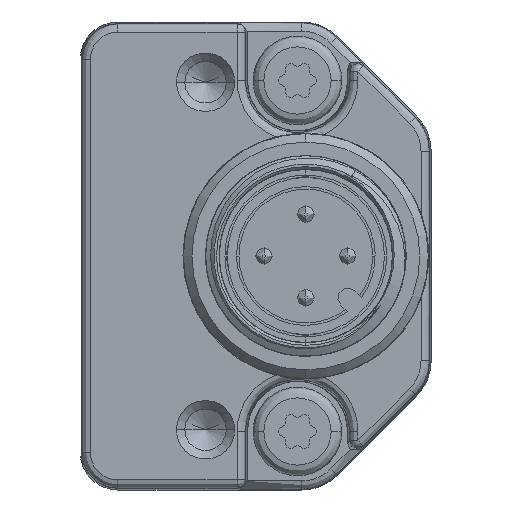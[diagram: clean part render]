
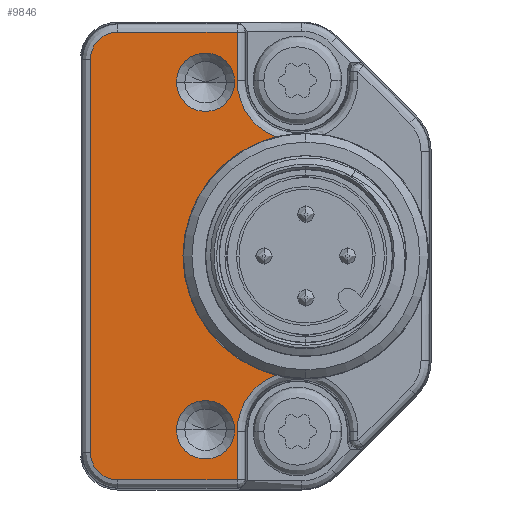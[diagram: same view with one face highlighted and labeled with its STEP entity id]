
A CAD part, left-side view. The second image highlights one B-rep face of the part: STEP entity #9846.
In plain terms, the highlighted planar face has unit normal (-1, 0, 0).
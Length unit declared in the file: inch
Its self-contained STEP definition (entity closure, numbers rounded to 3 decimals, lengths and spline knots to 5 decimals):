
#786=CARTESIAN_POINT('',(-0.49213,0.31496,
-0.41339));
#787=DIRECTION('',(1.,0.,0.));
#788=DIRECTION('',(0.,1.,0.));
#789=AXIS2_PLACEMENT_3D('',#786,#787,#788);
#791=DIRECTION('',(0.,0.,1.));
#792=VECTOR('',#791,0.11399);
#793=CARTESIAN_POINT('',(-0.49213,0.45723,
-0.52737));
#794=LINE('',#793,#792);
#795=DIRECTION('',(0.,-1.,0.));
#796=VECTOR('',#795,0.28096);
#797=CARTESIAN_POINT('',(-0.49213,0.73819,
-0.52737));
#798=LINE('',#797,#796);
#799=CARTESIAN_POINT('',(-0.49213,0.73819,
-0.4626));
#800=DIRECTION('',(-1.,0.,0.));
#801=DIRECTION('',(0.,1.,0.));
#802=AXIS2_PLACEMENT_3D('',#799,#800,#801);
#804=DIRECTION('',(0.,0.,-1.));
#805=VECTOR('',#804,0.9252);
#806=CARTESIAN_POINT('',(-0.49213,0.80296,
0.4626));
#807=LINE('',#806,#805);
#808=CARTESIAN_POINT('',(-0.49213,0.73819,
0.4626));
#809=DIRECTION('',(-1.,0.,0.));
#810=DIRECTION('',(0.,0.,1.));
#811=AXIS2_PLACEMENT_3D('',#808,#809,#810);
#813=DIRECTION('',(0.,1.,0.));
#814=VECTOR('',#813,0.28096);
#815=CARTESIAN_POINT('',(-0.49213,0.45723,
0.52737));
#816=LINE('',#815,#814);
#817=DIRECTION('',(0.,0.,1.));
#818=VECTOR('',#817,0.11399);
#819=CARTESIAN_POINT('',(-0.49213,0.45723,
0.41339));
#820=LINE('',#819,#818);
#821=CARTESIAN_POINT('',(-0.49213,0.31496,
0.41339));
#822=DIRECTION('',(1.,0.,0.));
#823=DIRECTION('',(0.,0.359,-0.933));
#824=AXIS2_PLACEMENT_3D('',#821,#822,#823);
#826=CARTESIAN_POINT('',(-0.49213,0.29528,0.));
#827=DIRECTION('',(-1.,0.,0.));
#828=DIRECTION('',(0.,0.244,0.97));
#829=AXIS2_PLACEMENT_3D('',#826,#827,#828);
#831=CARTESIAN_POINT('',(-0.49213,0.5315,
-0.40915));
#832=DIRECTION('',(1.,0.,0.));
#833=DIRECTION('',(0.,1.,0.));
#834=AXIS2_PLACEMENT_3D('',#831,#832,#833);
#836=CARTESIAN_POINT('',(-0.49213,0.5315,
-0.40915));
#837=DIRECTION('',(1.,0.,0.));
#838=DIRECTION('',(0.,-1.,0.));
#839=AXIS2_PLACEMENT_3D('',#836,#837,#838);
#841=CARTESIAN_POINT('',(-0.49213,0.5315,
0.40915));
#842=DIRECTION('',(1.,0.,0.));
#843=DIRECTION('',(0.,1.,0.));
#844=AXIS2_PLACEMENT_3D('',#841,#842,#843);
#846=CARTESIAN_POINT('',(-0.49213,0.5315,
0.40915));
#847=DIRECTION('',(1.,0.,0.));
#848=DIRECTION('',(0.,-1.,0.));
#849=AXIS2_PLACEMENT_3D('',#846,#847,#848);
#7929=CARTESIAN_POINT('',(-0.49213,0.80296,
-0.4626));
#7930=CARTESIAN_POINT('',(-0.49213,0.73819,
-0.52737));
#7931=VERTEX_POINT('',#7929);
#7932=VERTEX_POINT('',#7930);
#7937=CARTESIAN_POINT('',(-0.49213,0.80296,
0.4626));
#7938=VERTEX_POINT('',#7937);
#7941=CARTESIAN_POINT('',(-0.49213,0.73819,
0.52737));
#7942=VERTEX_POINT('',#7941);
#7965=CARTESIAN_POINT('',(-0.49213,0.60039,
-0.40915));
#7966=CARTESIAN_POINT('',(-0.49213,0.4626,
-0.40915));
#7967=VERTEX_POINT('',#7965);
#7968=VERTEX_POINT('',#7966);
#7973=CARTESIAN_POINT('',(-0.49213,0.60039,
0.40915));
#7974=CARTESIAN_POINT('',(-0.49213,0.4626,
0.40915));
#7975=VERTEX_POINT('',#7973);
#7976=VERTEX_POINT('',#7974);
#8009=CARTESIAN_POINT('',(-0.49213,0.45723,
-0.41339));
#8010=CARTESIAN_POINT('',(-0.49213,0.366,
-0.28059));
#8011=VERTEX_POINT('',#8009);
#8012=VERTEX_POINT('',#8010);
#8013=CARTESIAN_POINT('',(-0.49213,0.45723,
-0.52737));
#8014=VERTEX_POINT('',#8013);
#8037=CARTESIAN_POINT('',(-0.49213,0.366,
0.28059));
#8038=CARTESIAN_POINT('',(-0.49213,0.45723,
0.41339));
#8039=VERTEX_POINT('',#8037);
#8040=VERTEX_POINT('',#8038);
#8041=CARTESIAN_POINT('',(-0.49213,0.45723,
0.52737));
#8042=VERTEX_POINT('',#8041);
#9809=CARTESIAN_POINT('',(-0.49213,0.,0.));
#9810=DIRECTION('',(-1.,0.,0.));
#9811=DIRECTION('',(0.,0.,1.));
#9812=AXIS2_PLACEMENT_3D('',#9809,#9810,#9811);
#9813=PLANE('',#9812);
#9815=ORIENTED_EDGE('',*,*,#9814,.F.);
#9816=ORIENTED_EDGE('',*,*,#9799,.F.);
#9817=ORIENTED_EDGE('',*,*,#9776,.F.);
#9819=ORIENTED_EDGE('',*,*,#9818,.F.);
#9821=ORIENTED_EDGE('',*,*,#9820,.F.);
#9823=ORIENTED_EDGE('',*,*,#9822,.F.);
#9825=ORIENTED_EDGE('',*,*,#9824,.F.);
#9827=ORIENTED_EDGE('',*,*,#9826,.F.);
#9829=ORIENTED_EDGE('',*,*,#9828,.F.);
#9831=ORIENTED_EDGE('',*,*,#9830,.T.);
#9832=EDGE_LOOP('',(#9815,#9816,#9817,#9819,#9821,#9823,#9825,#9827,#9829,
#9831));
#9833=FACE_OUTER_BOUND('',#9832,.F.);
#9835=ORIENTED_EDGE('',*,*,#9834,.F.);
#9837=ORIENTED_EDGE('',*,*,#9836,.F.);
#9838=EDGE_LOOP('',(#9835,#9837));
#9839=FACE_BOUND('',#9838,.F.);
#9841=ORIENTED_EDGE('',*,*,#9840,.F.);
#9843=ORIENTED_EDGE('',*,*,#9842,.F.);
#9844=EDGE_LOOP('',(#9841,#9843));
#9845=FACE_BOUND('',#9844,.F.);
#9846=ADVANCED_FACE('',(#9833,#9839,#9845),#9813,.T.);
#790=CIRCLE('',#789,0.14227);
#803=CIRCLE('',#802,0.06477);
#812=CIRCLE('',#811,0.06477);
#825=CIRCLE('',#824,0.14227);
#830=CIRCLE('',#829,0.28937);
#835=CIRCLE('',#834,0.0689);
#840=CIRCLE('',#839,0.0689);
#845=CIRCLE('',#844,0.0689);
#850=CIRCLE('',#849,0.0689);
#9776=EDGE_CURVE('',#7932,#8014,#798,.T.);
#9799=EDGE_CURVE('',#8014,#8011,#794,.T.);
#9814=EDGE_CURVE('',#8011,#8012,#790,.T.);
#9818=EDGE_CURVE('',#7931,#7932,#803,.T.);
#9820=EDGE_CURVE('',#7938,#7931,#807,.T.);
#9822=EDGE_CURVE('',#7942,#7938,#812,.T.);
#9824=EDGE_CURVE('',#8042,#7942,#816,.T.);
#9826=EDGE_CURVE('',#8040,#8042,#820,.T.);
#9828=EDGE_CURVE('',#8039,#8040,#825,.T.);
#9830=EDGE_CURVE('',#8039,#8012,#830,.T.);
#9834=EDGE_CURVE('',#7967,#7968,#835,.T.);
#9836=EDGE_CURVE('',#7968,#7967,#840,.T.);
#9840=EDGE_CURVE('',#7975,#7976,#845,.T.);
#9842=EDGE_CURVE('',#7976,#7975,#850,.T.);
